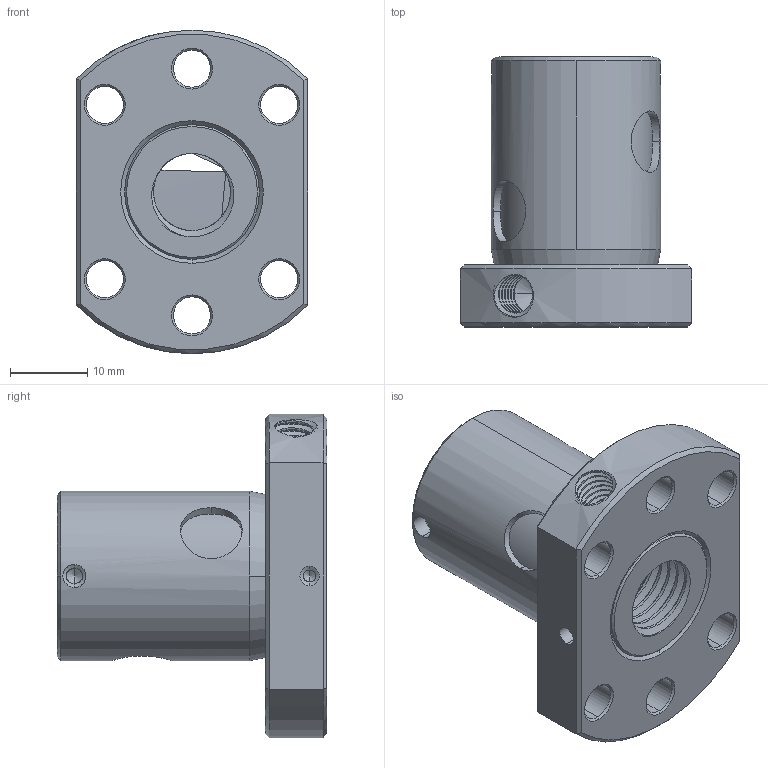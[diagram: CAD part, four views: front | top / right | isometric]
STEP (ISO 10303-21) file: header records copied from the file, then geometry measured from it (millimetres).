
FILE_DESCRIPTION (( 'STEP AP203' ), '1' );
FILE_NAME ('SFU 1204.STEP', '2024-11-19T13:04:10', ( '' ), ( '' ), 'SwSTEP 2.0', 'SolidWorks 2021', '' );
FILE_SCHEMA (( 'CONFIG_CONTROL_DESIGN' ));
Length unit declared in the file: millimetre
Products named in the file (1): SFU 1204
Bounding box: 30 x 35 x 42 mm (x, y, z)
Surface area: 11512.1 mm2 (no closed solid volume)
Topology: 0 solids, 2 shells, 186 faces, 480 edges, 296 vertices
Faces by surface type: cylinder 96, cone 58, bspline 19, plane 13
Entity records: 15119 total; most frequent: CARTESIAN_POINT 10944, ORIENTED_EDGE 938, DIRECTION 728, EDGE_CURVE 470, VERTEX_POINT 296, AXIS2_PLACEMENT_3D 284, EDGE_LOOP 219, ADVANCED_FACE 186
